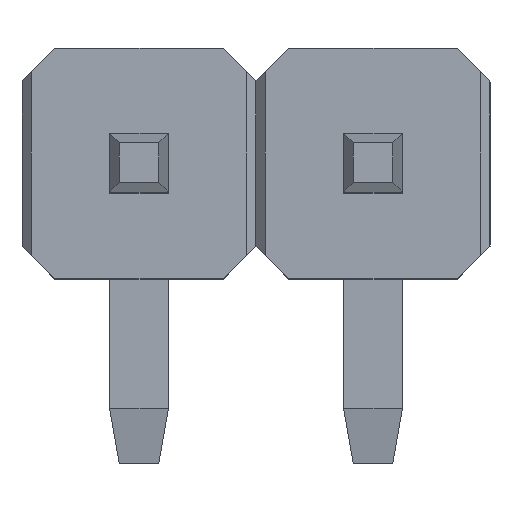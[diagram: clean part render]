
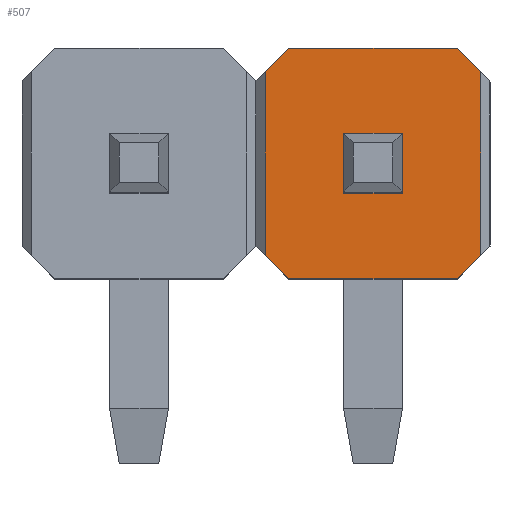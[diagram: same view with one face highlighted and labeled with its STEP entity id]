
A CAD part, top view. The second image highlights one B-rep face of the part: STEP entity #507.
In plain terms, the highlighted planar face has unit normal (0, 0, 1).
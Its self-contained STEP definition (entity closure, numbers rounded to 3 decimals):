
#26 = VERTEX_POINT ( 'NONE', #1373 ) ;
#50 = ORIENTED_EDGE ( 'NONE', *, *, #1189, .T. ) ;
#55 = ORIENTED_EDGE ( 'NONE', *, *, #324, .T. ) ;
#95 = VECTOR ( 'NONE', #369, 1000. ) ;
#119 = LINE ( 'NONE', #574, #95 ) ;
#141 = CARTESIAN_POINT ( 'NONE',  ( -1.17, 1.25, 1.25 ) ) ;
#157 = VECTOR ( 'NONE', #1910, 1000. ) ;
#173 = EDGE_CURVE ( 'NONE', #2399, #2017, #1988, .T. ) ;
#195 = VECTOR ( 'NONE', #338, 1000. ) ;
#247 = LINE ( 'NONE', #2361, #195 ) ;
#256 = CARTESIAN_POINT ( 'NONE',  ( -0.916, -1.25, 1.25 ) ) ;
#281 = CARTESIAN_POINT ( 'NONE',  ( -1.27, 0.896, 1.25 ) ) ;
#290 = ORIENTED_EDGE ( 'NONE', *, *, #1643, .T. ) ;
#305 = CARTESIAN_POINT ( 'NONE',  ( -1.17, -0.996, 1.25 ) ) ;
#324 = EDGE_CURVE ( 'NONE', #400, #1495, #247, .T. ) ;
#327 = CARTESIAN_POINT ( 'NONE',  ( -1.27, 0.32, 1.25 ) ) ;
#338 = DIRECTION ( 'NONE',  ( 0., -1., 0. ) ) ;
#369 = DIRECTION ( 'NONE',  ( 1., 0., 0. ) ) ;
#386 = VECTOR ( 'NONE', #1431, 1000. ) ;
#400 = VERTEX_POINT ( 'NONE', #745 ) ;
#436 = ORIENTED_EDGE ( 'NONE', *, *, #1515, .F. ) ;
#485 = LINE ( 'NONE', #1507, #1198 ) ;
#507 = ADVANCED_FACE ( 'NONE', ( #1303, #1444 ), #970, .F. ) ;
#537 = DIRECTION ( 'NONE',  ( 0.707, 0.707, 0. ) ) ;
#559 = VERTEX_POINT ( 'NONE', #1351 ) ;
#574 = CARTESIAN_POINT ( 'NONE',  ( -1.27, -0.32, 1.25 ) ) ;
#585 = VERTEX_POINT ( 'NONE', #256 ) ;
#630 = LINE ( 'NONE', #327, #1218 ) ;
#697 = CARTESIAN_POINT ( 'NONE',  ( -0.32, 1.25, 1.25 ) ) ;
#700 = CARTESIAN_POINT ( 'NONE',  ( 0.916, -1.25, 1.25 ) ) ;
#719 = EDGE_CURVE ( 'NONE', #2116, #585, #2019, .T. ) ;
#745 = CARTESIAN_POINT ( 'NONE',  ( 0.32, 0.32, 1.25 ) ) ;
#757 = ORIENTED_EDGE ( 'NONE', *, *, #2216, .T. ) ;
#782 = DIRECTION ( 'NONE',  ( 0., 1., 0. ) ) ;
#817 = LINE ( 'NONE', #697, #386 ) ;
#828 = DIRECTION ( 'NONE',  ( 1., 0., 0. ) ) ;
#841 = VECTOR ( 'NONE', #782, 1000. ) ;
#875 = VECTOR ( 'NONE', #1440, 1000. ) ;
#882 = VERTEX_POINT ( 'NONE', #988 ) ;
#970 = PLANE ( 'NONE',  #1564 ) ;
#988 = CARTESIAN_POINT ( 'NONE',  ( 0.916, 1.25, 1.25 ) ) ;
#1017 = ORIENTED_EDGE ( 'NONE', *, *, #2299, .T. ) ;
#1077 = DIRECTION ( 'NONE',  ( -1., 0., 0. ) ) ;
#1078 = VECTOR ( 'NONE', #537, 1000. ) ;
#1101 = LINE ( 'NONE', #1265, #2301 ) ;
#1108 = VERTEX_POINT ( 'NONE', #2368 ) ;
#1118 = ORIENTED_EDGE ( 'NONE', *, *, #2102, .F. ) ;
#1164 = CARTESIAN_POINT ( 'NONE',  ( 0.32, -0.32, 1.25 ) ) ;
#1170 = CARTESIAN_POINT ( 'NONE',  ( -1.27, 1.25, 1.25 ) ) ;
#1185 = VECTOR ( 'NONE', #2341, 1000. ) ;
#1189 = EDGE_CURVE ( 'NONE', #1384, #400, #630, .T. ) ;
#1198 = VECTOR ( 'NONE', #828, 1000. ) ;
#1218 = VECTOR ( 'NONE', #1284, 1000. ) ;
#1265 = CARTESIAN_POINT ( 'NONE',  ( -0.916, 1.25, 1.25 ) ) ;
#1284 = DIRECTION ( 'NONE',  ( 1., 0., 0. ) ) ;
#1293 = ORIENTED_EDGE ( 'NONE', *, *, #1683, .T. ) ;
#1302 = CARTESIAN_POINT ( 'NONE',  ( -1.27, -0.896, 1.25 ) ) ;
#1303 = FACE_BOUND ( 'NONE', #2180, .T. ) ;
#1310 = EDGE_CURVE ( 'NONE', #882, #2399, #1101, .T. ) ;
#1315 = CARTESIAN_POINT ( 'NONE',  ( 0.916, -1.25, 1.25 ) ) ;
#1336 = CARTESIAN_POINT ( 'NONE',  ( -0.32, 0.32, 1.25 ) ) ;
#1351 = CARTESIAN_POINT ( 'NONE',  ( -0.32, -0.32, 1.25 ) ) ;
#1359 = DIRECTION ( 'NONE',  ( -1., 0., 0. ) ) ;
#1373 = CARTESIAN_POINT ( 'NONE',  ( 1.17, 0.996, 1.25 ) ) ;
#1384 = VERTEX_POINT ( 'NONE', #1336 ) ;
#1431 = DIRECTION ( 'NONE',  ( 0., -1., 0. ) ) ;
#1440 = DIRECTION ( 'NONE',  ( 0., -1., 0. ) ) ;
#1444 = FACE_OUTER_BOUND ( 'NONE', #1608, .T. ) ;
#1462 = VECTOR ( 'NONE', #2053, 1000. ) ;
#1495 = VERTEX_POINT ( 'NONE', #1164 ) ;
#1497 = CARTESIAN_POINT ( 'NONE',  ( -1.17, 0.996, 1.25 ) ) ;
#1507 = CARTESIAN_POINT ( 'NONE',  ( -0.916, -1.25, 1.25 ) ) ;
#1515 = EDGE_CURVE ( 'NONE', #559, #1495, #119, .T. ) ;
#1564 = AXIS2_PLACEMENT_3D ( 'NONE', #1170, #1681, #1359 ) ;
#1608 = EDGE_LOOP ( 'NONE', ( #1017, #290, #757, #2366, #2161, #2218, #1802, #1293 ) ) ;
#1623 = LINE ( 'NONE', #2024, #1462 ) ;
#1643 = EDGE_CURVE ( 'NONE', #1108, #26, #2115, .T. ) ;
#1681 = DIRECTION ( 'NONE',  ( 0., 0., -1. ) ) ;
#1683 = EDGE_CURVE ( 'NONE', #585, #1873, #485, .T. ) ;
#1689 = LINE ( 'NONE', #1315, #1078 ) ;
#1802 = ORIENTED_EDGE ( 'NONE', *, *, #719, .T. ) ;
#1806 = CARTESIAN_POINT ( 'NONE',  ( -0.916, 1.25, 1.25 ) ) ;
#1873 = VERTEX_POINT ( 'NONE', #700 ) ;
#1910 = DIRECTION ( 'NONE',  ( 0.707, -0.707, 0. ) ) ;
#1988 = LINE ( 'NONE', #281, #1185 ) ;
#2017 = VERTEX_POINT ( 'NONE', #1497 ) ;
#2019 = LINE ( 'NONE', #1302, #157 ) ;
#2024 = CARTESIAN_POINT ( 'NONE',  ( 1.27, 0.896, 1.25 ) ) ;
#2053 = DIRECTION ( 'NONE',  ( -0.707, 0.707, 0. ) ) ;
#2077 = CARTESIAN_POINT ( 'NONE',  ( 1.17, 1.25, 1.25 ) ) ;
#2102 = EDGE_CURVE ( 'NONE', #1384, #559, #817, .T. ) ;
#2111 = EDGE_CURVE ( 'NONE', #2017, #2116, #2254, .T. ) ;
#2115 = LINE ( 'NONE', #2077, #841 ) ;
#2116 = VERTEX_POINT ( 'NONE', #305 ) ;
#2161 = ORIENTED_EDGE ( 'NONE', *, *, #173, .T. ) ;
#2180 = EDGE_LOOP ( 'NONE', ( #50, #55, #436, #1118 ) ) ;
#2216 = EDGE_CURVE ( 'NONE', #26, #882, #1623, .T. ) ;
#2218 = ORIENTED_EDGE ( 'NONE', *, *, #2111, .T. ) ;
#2254 = LINE ( 'NONE', #141, #875 ) ;
#2299 = EDGE_CURVE ( 'NONE', #1873, #1108, #1689, .T. ) ;
#2301 = VECTOR ( 'NONE', #1077, 1000. ) ;
#2341 = DIRECTION ( 'NONE',  ( -0.707, -0.707, 0. ) ) ;
#2361 = CARTESIAN_POINT ( 'NONE',  ( 0.32, 1.25, 1.25 ) ) ;
#2366 = ORIENTED_EDGE ( 'NONE', *, *, #1310, .T. ) ;
#2368 = CARTESIAN_POINT ( 'NONE',  ( 1.17, -0.996, 1.25 ) ) ;
#2399 = VERTEX_POINT ( 'NONE', #1806 ) ;
